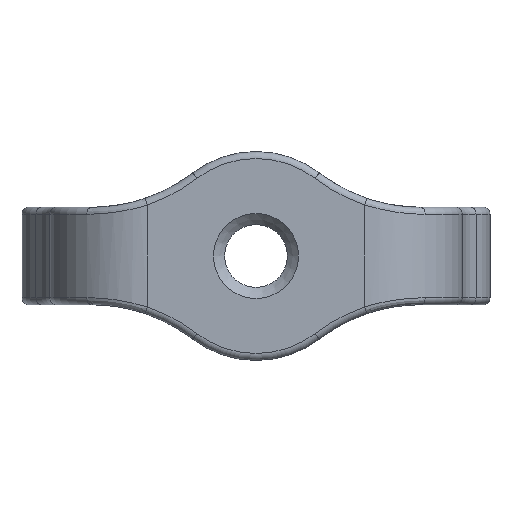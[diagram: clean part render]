
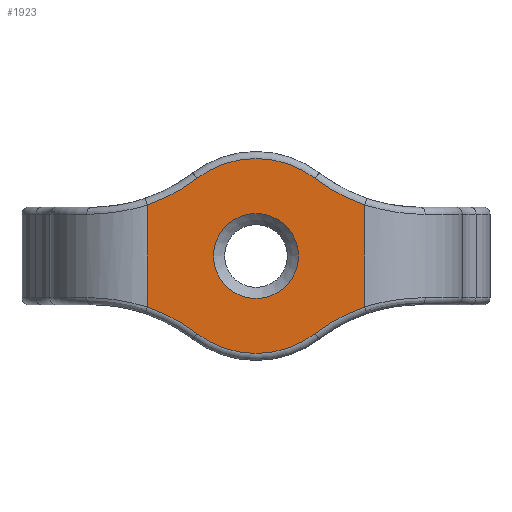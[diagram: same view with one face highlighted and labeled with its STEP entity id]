
A CAD part, front view. The second image highlights one B-rep face of the part: STEP entity #1923.
In plain terms, the highlighted planar face has unit normal (0, -1, 0).
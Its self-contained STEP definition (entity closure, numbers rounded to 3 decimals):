
#18=FACE_BOUND('',#509,.T.);
#30=PLANE('',#2173);
#123=LINE('',#3520,#223);
#124=LINE('',#3528,#224);
#223=VECTOR('',#2701,10.);
#224=VECTOR('',#2708,10.);
#379=FACE_OUTER_BOUND('',#508,.T.);
#508=EDGE_LOOP('',(#1512,#1513,#1514,#1515,#1516,#1517,#1518,#1519));
#509=EDGE_LOOP('',(#1520));
#689=CIRCLE('',#2171,3.05);
#691=CIRCLE('',#2174,12.5);
#692=CIRCLE('',#2175,12.5);
#693=CIRCLE('',#2176,7.);
#694=CIRCLE('',#2177,12.5);
#695=CIRCLE('',#2178,12.5);
#696=CIRCLE('',#2179,7.);
#869=VERTEX_POINT('',#3510);
#871=VERTEX_POINT('',#3516);
#872=VERTEX_POINT('',#3517);
#873=VERTEX_POINT('',#3519);
#874=VERTEX_POINT('',#3521);
#875=VERTEX_POINT('',#3523);
#876=VERTEX_POINT('',#3525);
#877=VERTEX_POINT('',#3527);
#878=VERTEX_POINT('',#3529);
#1101=EDGE_CURVE('',#869,#869,#689,.T.);
#1104=EDGE_CURVE('',#871,#872,#691,.T.);
#1105=EDGE_CURVE('',#873,#871,#123,.T.);
#1106=EDGE_CURVE('',#874,#873,#692,.T.);
#1107=EDGE_CURVE('',#875,#874,#693,.T.);
#1108=EDGE_CURVE('',#876,#875,#694,.T.);
#1109=EDGE_CURVE('',#877,#876,#124,.T.);
#1110=EDGE_CURVE('',#878,#877,#695,.T.);
#1111=EDGE_CURVE('',#872,#878,#696,.T.);
#1512=ORIENTED_EDGE('',*,*,#1104,.F.);
#1513=ORIENTED_EDGE('',*,*,#1105,.F.);
#1514=ORIENTED_EDGE('',*,*,#1106,.F.);
#1515=ORIENTED_EDGE('',*,*,#1107,.F.);
#1516=ORIENTED_EDGE('',*,*,#1108,.F.);
#1517=ORIENTED_EDGE('',*,*,#1109,.F.);
#1518=ORIENTED_EDGE('',*,*,#1110,.F.);
#1519=ORIENTED_EDGE('',*,*,#1111,.F.);
#1520=ORIENTED_EDGE('',*,*,#1101,.F.);
#1923=ADVANCED_FACE('',(#379,#18),#30,.F.);
#2171=AXIS2_PLACEMENT_3D('',#3511,#2692,#2693);
#2173=AXIS2_PLACEMENT_3D('',#3515,#2697,#2698);
#2174=AXIS2_PLACEMENT_3D('',#3518,#2699,#2700);
#2175=AXIS2_PLACEMENT_3D('',#3522,#2702,#2703);
#2176=AXIS2_PLACEMENT_3D('',#3524,#2704,#2705);
#2177=AXIS2_PLACEMENT_3D('',#3526,#2706,#2707);
#2178=AXIS2_PLACEMENT_3D('',#3530,#2709,#2710);
#2179=AXIS2_PLACEMENT_3D('',#3531,#2711,#2712);
#2692=DIRECTION('center_axis',(0.,-1.,0.));
#2693=DIRECTION('ref_axis',(-1.,0.,0.));
#2697=DIRECTION('center_axis',(0.,1.,0.));
#2698=DIRECTION('ref_axis',(1.,0.,0.));
#2699=DIRECTION('center_axis',(0.,-1.,0.));
#2700=DIRECTION('ref_axis',(-0.477,0.,0.879));
#2701=DIRECTION('',(0.,0.,-1.));
#2702=DIRECTION('center_axis',(0.,-1.,0.));
#2703=DIRECTION('ref_axis',(-0.477,0.,-0.879));
#2704=DIRECTION('center_axis',(0.,1.,0.));
#2705=DIRECTION('ref_axis',(0.,0.,1.));
#2706=DIRECTION('center_axis',(0.,-1.,0.));
#2707=DIRECTION('ref_axis',(0.477,0.,-0.879));
#2708=DIRECTION('',(0.,0.,1.));
#2709=DIRECTION('center_axis',(0.,-1.,0.));
#2710=DIRECTION('ref_axis',(0.477,0.,0.879));
#2711=DIRECTION('center_axis',(0.,1.,0.));
#2712=DIRECTION('ref_axis',(0.,0.,-1.));
#3510=CARTESIAN_POINT('',(3.05,0.,0.));
#3511=CARTESIAN_POINT('Origin',(0.,0.,0.));
#3515=CARTESIAN_POINT('Origin',(0.,0.,0.));
#3516=CARTESIAN_POINT('',(7.802,0.,-3.667));
#3517=CARTESIAN_POINT('',(4.247,0.,-5.564));
#3518=CARTESIAN_POINT('Origin',(11.832,0.,-15.5));
#3519=CARTESIAN_POINT('',(7.802,0.,3.667));
#3520=CARTESIAN_POINT('',(7.802,0.,1.75));
#3521=CARTESIAN_POINT('',(4.247,0.,5.564));
#3522=CARTESIAN_POINT('Origin',(11.832,0.,15.5));
#3523=CARTESIAN_POINT('',(-4.247,0.,5.564));
#3524=CARTESIAN_POINT('Origin',(0.,0.,0.));
#3525=CARTESIAN_POINT('',(-7.802,0.,3.667));
#3526=CARTESIAN_POINT('Origin',(-11.832,0.,15.5));
#3527=CARTESIAN_POINT('',(-7.802,0.,-3.667));
#3528=CARTESIAN_POINT('',(-7.802,0.,-1.75));
#3529=CARTESIAN_POINT('',(-4.247,0.,-5.564));
#3530=CARTESIAN_POINT('Origin',(-11.832,0.,-15.5));
#3531=CARTESIAN_POINT('Origin',(0.,0.,0.));
